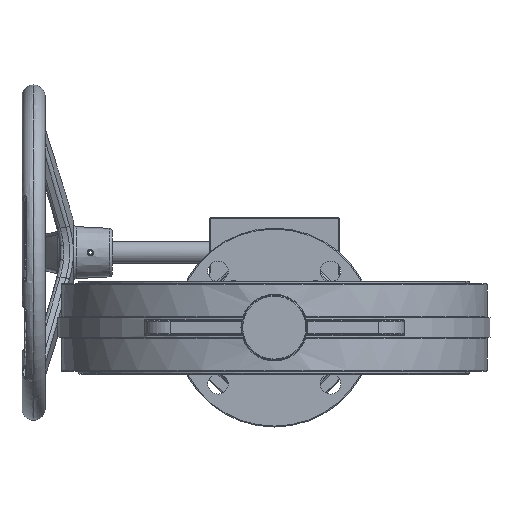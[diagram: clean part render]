
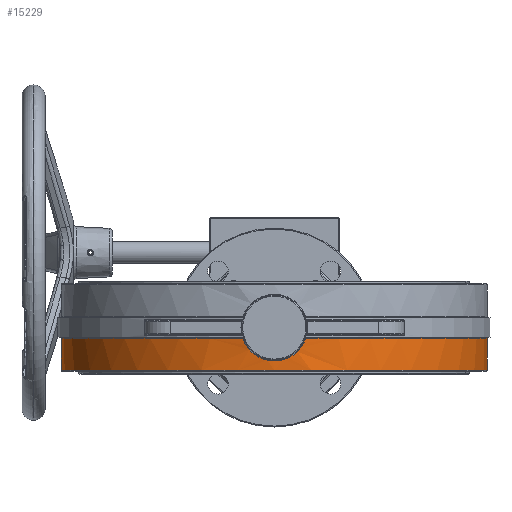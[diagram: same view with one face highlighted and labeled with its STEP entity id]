
A CAD part, front view. The second image highlights one B-rep face of the part: STEP entity #15229.
In plain terms, the highlighted cylindrical face has radius 187.325 mm (diameter 374.65 mm), a partial arc.
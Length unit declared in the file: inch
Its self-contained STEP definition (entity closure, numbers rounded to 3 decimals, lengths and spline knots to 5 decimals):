
#315 = CARTESIAN_POINT ( 'NONE',  ( -0.54535, -7.35486, -1.01876 ) ) ;
#544 = CARTESIAN_POINT ( 'NONE',  ( -7.375, 0., 1.5135 ) ) ;
#1058 = DIRECTION ( 'NONE',  ( 0., 0., 1. ) ) ;
#1329 = CARTESIAN_POINT ( 'NONE',  ( 1.08956, -7.29407, -0.37375 ) ) ;
#2230 = CARTESIAN_POINT ( 'NONE',  ( -7.375, 0., -1.48225 ) ) ;
#3070 = ORIENTED_EDGE ( 'NONE', *, *, #30315, .T. ) ;
#3168 = CARTESIAN_POINT ( 'NONE',  ( -0.20913, -7.37209, -1.13741 ) ) ;
#3396 = CARTESIAN_POINT ( 'NONE',  ( -0.82876, -7.32832, -0.80319 ) ) ;
#3442 = CARTESIAN_POINT ( 'NONE',  ( 1.08956, -7.29407, -0.37375 ) ) ;
#4024 = ORIENTED_EDGE ( 'NONE', *, *, #21384, .T. ) ;
#4231 = CARTESIAN_POINT ( 'NONE',  ( 0., 0., 1.5135 ) ) ;
#4635 = CARTESIAN_POINT ( 'NONE',  ( 0.69397, -7.34232, -0.9231 ) ) ;
#4977 = CIRCLE ( 'NONE', #14152, 7.375 ) ;
#4994 = CIRCLE ( 'NONE', #42276, 7.375 ) ;
#5114 = EDGE_CURVE ( 'NONE', #13650, #20846, #4994, .T. ) ;
#5658 = EDGE_LOOP ( 'NONE', ( #42710, #11854, #4024, #3070, #8093, #19602 ) ) ;
#6690 = CARTESIAN_POINT ( 'NONE',  ( 0.02795, -7.37501, -1.1563 ) ) ;
#6913 = CARTESIAN_POINT ( 'NONE',  ( -0.64775, -7.34654, -0.95638 ) ) ;
#7026 = VERTEX_POINT ( 'NONE', #2230 ) ;
#7313 = DIRECTION ( 'NONE',  ( -1., 0., 0. ) ) ;
#7509 = CIRCLE ( 'NONE', #29248, 7.375 ) ;
#7733 = CARTESIAN_POINT ( 'NONE',  ( 0.38034, -7.36524, -1.09176 ) ) ;
#7946 = CARTESIAN_POINT ( 'NONE',  ( -0.76542, -7.3353, -0.8658 ) ) ;
#8093 = ORIENTED_EDGE ( 'NONE', *, *, #42562, .T. ) ;
#8342 = DIRECTION ( 'NONE',  ( 0., 0., -1. ) ) ;
#9775 = CARTESIAN_POINT ( 'NONE',  ( 0.11751, -7.37412, -1.15061 ) ) ;
#10000 = CARTESIAN_POINT ( 'NONE',  ( 0.40869, -7.36372, -1.08137 ) ) ;
#10221 = CARTESIAN_POINT ( 'NONE',  ( -0.46569, -7.36047, -1.05914 ) ) ;
#11110 = EDGE_CURVE ( 'NONE', #7026, #33611, #7509, .T. ) ;
#11179 = VECTOR ( 'NONE', #13973, 39.37008 ) ;
#11854 = ORIENTED_EDGE ( 'NONE', *, *, #5114, .T. ) ;
#13297 = CARTESIAN_POINT ( 'NONE',  ( 0.23653, -7.37144, -1.13319 ) ) ;
#13518 = CARTESIAN_POINT ( 'NONE',  ( 0.9579, -7.31255, -0.64223 ) ) ;
#13650 = VERTEX_POINT ( 'NONE', #42263 ) ;
#13734 = CARTESIAN_POINT ( 'NONE',  ( -1.08956, -7.29407, -0.37375 ) ) ;
#13973 = DIRECTION ( 'NONE',  ( 0., 0., -1. ) ) ;
#14152 = AXIS2_PLACEMENT_3D ( 'NONE', #31248, #8342, #14518 ) ;
#14379 = DIRECTION ( 'NONE',  ( 1., 0., 0. ) ) ;
#14518 = DIRECTION ( 'NONE',  ( 1., 0., 0. ) ) ;
#14546 = CARTESIAN_POINT ( 'NONE',  ( 0.98977, -7.3083, -0.59148 ) ) ;
#14762 = CARTESIAN_POINT ( 'NONE',  ( 0.4641, -7.36044, -1.05858 ) ) ;
#15229 = ADVANCED_FACE ( 'NONE', ( #34384 ), #40985, .T. ) ;
#16818 = CARTESIAN_POINT ( 'NONE',  ( -0.90712, -7.31902, -0.71271 ) ) ;
#16952 = CARTESIAN_POINT ( 'NONE',  ( -1.08956, -7.29407, -0.37375 ) ) ;
#17040 = CARTESIAN_POINT ( 'NONE',  ( -0.72019, -7.33991, -0.90411 ) ) ;
#17860 = CARTESIAN_POINT ( 'NONE',  ( 1.07017, -7.29697, -0.43077 ) ) ;
#18065 = CARTESIAN_POINT ( 'NONE',  ( -0.12058, -7.37425, -1.15146 ) ) ;
#18529 = VECTOR ( 'NONE', #26867, 39.37008 ) ;
#19602 = ORIENTED_EDGE ( 'NONE', *, *, #11110, .T. ) ;
#19634 = B_SPLINE_CURVE_WITH_KNOTS ( 'NONE', 3,
 ( #1329, #17860, #40583, #24448, #14546, #13518, #27977, #41401, #24669, #37881, #38100, #36852, #4635, #26728, #40363, #33773, #14762, #10000, #7733, #40148, #13297, #21169, #9775, #26951, #6690, #20133, #18065, #3168, #33551, #37066, #34594, #31489, #10221, #315, #23631, #33333, #6913, #17040, #7946, #3396, #20360, #39921, #16818, #23200, #30460, #30016, #43470, #13734 ),
 .UNSPECIFIED., .F., .F.,
 ( 4, 2, 2, 2, 2, 2, 2, 2, 2, 2, 2, 2, 2, 2, 2, 2, 2, 2, 2, 2, 2, 2, 2, 4 ),
 ( 0., 0.00457, 0.00685, 0.00914, 0.01371, 0.01599, 0.01827, 0.02284, 0.02513, 0.02741, 0.03198, 0.03426, 0.03655, 0.04112, 0.0434, 0.04569, 0.05025, 0.05254, 0.05482, 0.05939, 0.06168, 0.06396, 0.06853, 0.0731 ),
 .UNSPECIFIED. ) ;
#20048 = LINE ( 'NONE', #36318, #18529 ) ;
#20133 = CARTESIAN_POINT ( 'NONE',  ( -0.06131, -7.37499, -1.15615 ) ) ;
#20360 = CARTESIAN_POINT ( 'NONE',  ( -0.84912, -7.32598, -0.78146 ) ) ;
#20846 = VERTEX_POINT ( 'NONE', #3442 ) ;
#21169 = CARTESIAN_POINT ( 'NONE',  ( 0.14754, -7.37358, -1.14711 ) ) ;
#21384 = EDGE_CURVE ( 'NONE', #20846, #41344, #19634, .T. ) ;
#23200 = CARTESIAN_POINT ( 'NONE',  ( -0.9603, -7.3123, -0.64069 ) ) ;
#23631 = CARTESIAN_POINT ( 'NONE',  ( -0.57147, -7.35287, -1.00423 ) ) ;
#24448 = CARTESIAN_POINT ( 'NONE',  ( 1.00479, -7.30624, -0.56536 ) ) ;
#24669 = CARTESIAN_POINT ( 'NONE',  ( 0.8491, -7.32608, -0.78318 ) ) ;
#24813 = CARTESIAN_POINT ( 'NONE',  ( 0., 0., -1.48225 ) ) ;
#25459 = CARTESIAN_POINT ( 'NONE',  ( 7.375, 0., -1.48225 ) ) ;
#26728 = CARTESIAN_POINT ( 'NONE',  ( 0.62144, -7.34893, -0.9752 ) ) ;
#26867 = DIRECTION ( 'NONE',  ( 0., 0., -1. ) ) ;
#26951 = CARTESIAN_POINT ( 'NONE',  ( 0.05776, -7.37483, -1.15519 ) ) ;
#27977 = CARTESIAN_POINT ( 'NONE',  ( 0.94107, -7.31473, -0.66684 ) ) ;
#29248 = AXIS2_PLACEMENT_3D ( 'NONE', #24813, #1058, #37813 ) ;
#30016 = CARTESIAN_POINT ( 'NONE',  ( -1.04664, -7.30041, -0.48546 ) ) ;
#30315 = EDGE_CURVE ( 'NONE', #41344, #34327, #4977, .T. ) ;
#30460 = CARTESIAN_POINT ( 'NONE',  ( -0.99171, -7.30807, -0.59042 ) ) ;
#30879 = CARTESIAN_POINT ( 'NONE',  ( 0., 0., -0.37375 ) ) ;
#31248 = CARTESIAN_POINT ( 'NONE',  ( 0., 0., -0.37375 ) ) ;
#31489 = CARTESIAN_POINT ( 'NONE',  ( -0.41083, -7.36377, -1.08179 ) ) ;
#31525 = DIRECTION ( 'NONE',  ( 0., 0., -1. ) ) ;
#33333 = CARTESIAN_POINT ( 'NONE',  ( -0.62279, -7.3487, -0.97297 ) ) ;
#33551 = CARTESIAN_POINT ( 'NONE',  ( -0.2387, -7.37119, -1.13153 ) ) ;
#33611 = VERTEX_POINT ( 'NONE', #25459 ) ;
#33773 = CARTESIAN_POINT ( 'NONE',  ( 0.4912, -7.35867, -1.04617 ) ) ;
#34327 = VERTEX_POINT ( 'NONE', #43361 ) ;
#34384 = FACE_OUTER_BOUND ( 'NONE', #5658, .T. ) ;
#34594 = CARTESIAN_POINT ( 'NONE',  ( -0.32589, -7.36785, -1.10937 ) ) ;
#35663 = AXIS2_PLACEMENT_3D ( 'NONE', #4231, #41409, #7313 ) ;
#36318 = CARTESIAN_POINT ( 'NONE',  ( 7.375, 0., 1.5135 ) ) ;
#36777 = EDGE_CURVE ( 'NONE', #13650, #33611, #20048, .T. ) ;
#36852 = CARTESIAN_POINT ( 'NONE',  ( 0.71759, -7.34004, -0.90472 ) ) ;
#37066 = CARTESIAN_POINT ( 'NONE',  ( -0.29713, -7.36907, -1.11749 ) ) ;
#37813 = DIRECTION ( 'NONE',  ( 1., 0., 0. ) ) ;
#37881 = CARTESIAN_POINT ( 'NONE',  ( 0.78556, -7.33307, -0.84584 ) ) ;
#38100 = CARTESIAN_POINT ( 'NONE',  ( 0.76351, -7.33541, -0.86598 ) ) ;
#39921 = CARTESIAN_POINT ( 'NONE',  ( -0.88829, -7.32134, -0.73625 ) ) ;
#39930 = LINE ( 'NONE', #544, #11179 ) ;
#40148 = CARTESIAN_POINT ( 'NONE',  ( 0.29473, -7.36933, -1.11935 ) ) ;
#40363 = CARTESIAN_POINT ( 'NONE',  ( 0.57074, -7.35307, -1.00596 ) ) ;
#40583 = CARTESIAN_POINT ( 'NONE',  ( 1.04653, -7.30042, -0.48578 ) ) ;
#40985 = CYLINDRICAL_SURFACE ( 'NONE', #35663, 7.375 ) ;
#41344 = VERTEX_POINT ( 'NONE', #16952 ) ;
#41401 = CARTESIAN_POINT ( 'NONE',  ( 0.88797, -7.32144, -0.73843 ) ) ;
#41409 = DIRECTION ( 'NONE',  ( 0., 0., -1. ) ) ;
#42263 = CARTESIAN_POINT ( 'NONE',  ( 7.375, 0., -0.37375 ) ) ;
#42276 = AXIS2_PLACEMENT_3D ( 'NONE', #30879, #31525, #14379 ) ;
#42562 = EDGE_CURVE ( 'NONE', #34327, #7026, #39930, .T. ) ;
#42710 = ORIENTED_EDGE ( 'NONE', *, *, #36777, .F. ) ;
#43361 = CARTESIAN_POINT ( 'NONE',  ( -7.375, 0., -0.37375 ) ) ;
#43470 = CARTESIAN_POINT ( 'NONE',  ( -1.07017, -7.29697, -0.43077 ) ) ;
